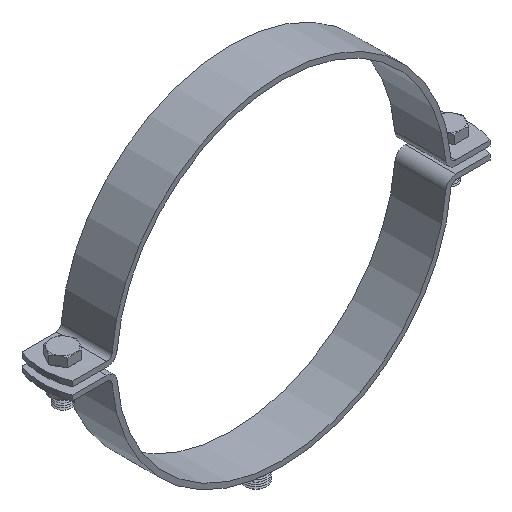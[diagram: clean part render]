
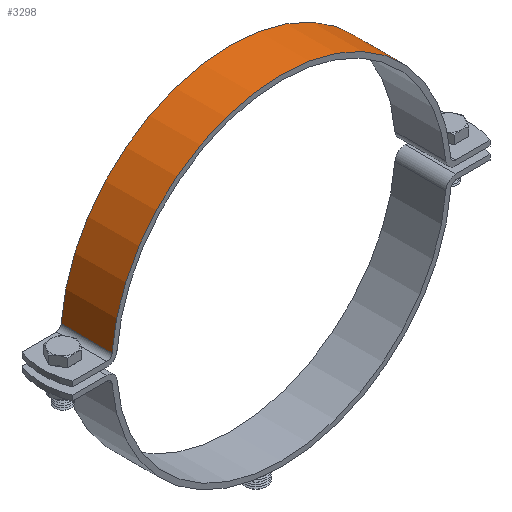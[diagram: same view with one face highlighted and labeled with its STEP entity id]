
A CAD part, isometric view. The second image highlights one B-rep face of the part: STEP entity #3298.
In plain terms, the highlighted cylindrical face has radius 1670 mm (diameter 3340 mm), a partial arc.
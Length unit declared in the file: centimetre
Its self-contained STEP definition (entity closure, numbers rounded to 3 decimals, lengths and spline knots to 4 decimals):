
#335=FACE_OUTER_BOUND('',#570,.T.);
#570=EDGE_LOOP('',(#2335,#2336,#2337,#2338));
#830=LINE('',#5173,#1071);
#831=LINE('',#5175,#1072);
#1071=VECTOR('',#4052,10.);
#1072=VECTOR('',#4055,10.);
#1307=CIRCLE('',#3548,167.);
#1310=CIRCLE('',#3554,167.);
#1519=VERTEX_POINT('',#5140);
#1520=VERTEX_POINT('',#5142);
#1525=VERTEX_POINT('',#5158);
#1526=VERTEX_POINT('',#5160);
#1806=EDGE_CURVE('',#1519,#1520,#1307,.T.);
#1815=EDGE_CURVE('',#1525,#1526,#1310,.T.);
#1822=EDGE_CURVE('',#1525,#1520,#830,.T.);
#1823=EDGE_CURVE('',#1526,#1519,#831,.T.);
#2335=ORIENTED_EDGE('',*,*,#1822,.T.);
#2336=ORIENTED_EDGE('',*,*,#1806,.F.);
#2337=ORIENTED_EDGE('',*,*,#1823,.F.);
#2338=ORIENTED_EDGE('',*,*,#1815,.F.);
#3263=CYLINDRICAL_SURFACE('',#3561,167.);
#3298=ADVANCED_FACE('',(#335),#3263,.T.);
#3548=AXIS2_PLACEMENT_3D('',#5143,#4018,#4019);
#3554=AXIS2_PLACEMENT_3D('',#5161,#4036,#4037);
#3561=AXIS2_PLACEMENT_3D('',#5174,#4053,#4054);
#4018=DIRECTION('center_axis',(0.,1.,0.));
#4019=DIRECTION('ref_axis',(-0.997,0.,0.078));
#4036=DIRECTION('center_axis',(0.,-1.,0.));
#4037=DIRECTION('ref_axis',(-0.997,0.,0.078));
#4052=DIRECTION('',(0.,1.,0.));
#4053=DIRECTION('center_axis',(0.,1.,0.));
#4054=DIRECTION('ref_axis',(-0.997,0.,0.078));
#4055=DIRECTION('',(0.,1.,0.));
#5140=CARTESIAN_POINT('',(-166.4848,25.,13.1076));
#5142=CARTESIAN_POINT('',(166.4848,25.,13.1076));
#5143=CARTESIAN_POINT('Origin',(0.,25.,0.));
#5158=CARTESIAN_POINT('',(166.4848,-25.,13.1076));
#5160=CARTESIAN_POINT('',(-166.4848,-25.,13.1076));
#5161=CARTESIAN_POINT('Origin',(0.,-25.,0.));
#5173=CARTESIAN_POINT('',(166.4848,0.,13.1076));
#5174=CARTESIAN_POINT('Origin',(0.,0.,0.));
#5175=CARTESIAN_POINT('',(-166.4848,0.,13.1076));
